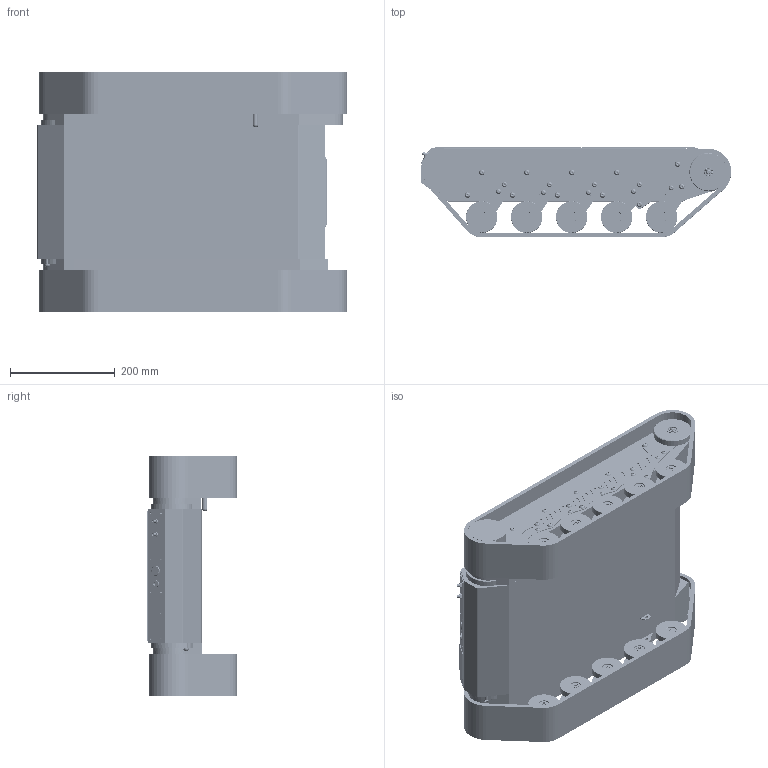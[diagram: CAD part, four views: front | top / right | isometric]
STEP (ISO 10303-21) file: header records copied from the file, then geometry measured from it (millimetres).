
FILE_DESCRIPTION (( 'STEP AP203' ), '1' );
FILE_NAME ('TN6.STEP', '2022-08-31T06:53:28', ( '' ), ( '' ), 'SwSTEP 2.0', 'SolidWorks 2016', '' );
FILE_SCHEMA (( 'CONFIG_CONTROL_DESIGN' ));
Products named in the file (1): TN6
Bounding box: 593.69 x 172.5 x 460 mm (x, y, z)
Volume: 10568718.9 mm3; surface area: 1830236.5 mm2
Topology: 126 solids, 159 shells, 4488 faces, 11369 edges, 7327 vertices
Faces by surface type: plane 2061, cylinder 1591, cone 332, torus 264, sphere 204, bspline 36
Entity records: 139126 total; most frequent: CARTESIAN_POINT 30528, DIRECTION 23325, ORIENTED_EDGE 21986, EDGE_CURVE 10993, AXIS2_PLACEMENT_3D 8964, VERTEX_POINT 7087, VECTOR 5397, LINE 5397
